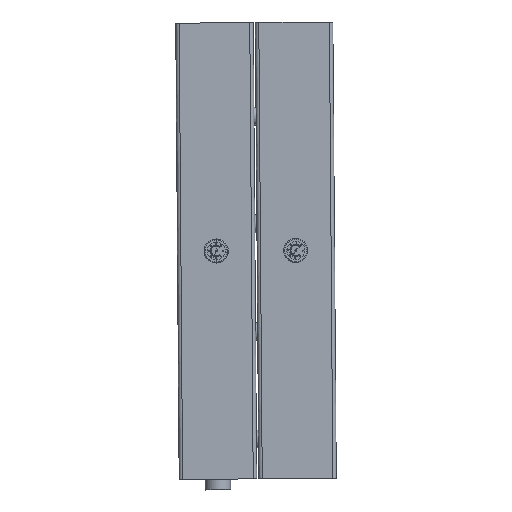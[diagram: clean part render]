
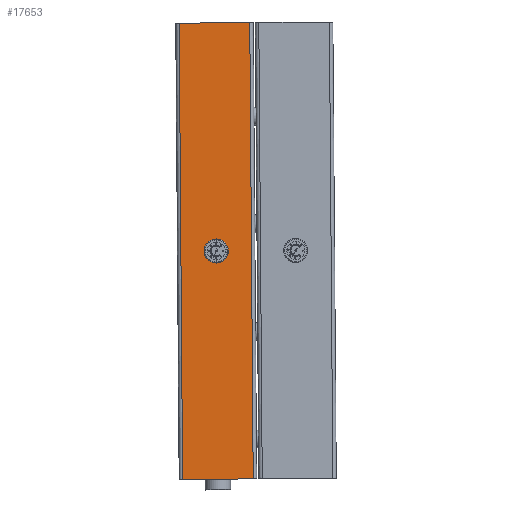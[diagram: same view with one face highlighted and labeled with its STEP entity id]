
A CAD part, left-side view. The second image highlights one B-rep face of the part: STEP entity #17653.
In plain terms, the highlighted face is planar.
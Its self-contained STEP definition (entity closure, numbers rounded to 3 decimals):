
#2112=LINE('',#28871,#4101);
#2113=LINE('',#28875,#4102);
#2114=LINE('',#28879,#4103);
#2115=LINE('',#28880,#4104);
#4101=VECTOR('',#23769,164.);
#4102=VECTOR('',#23774,1060.);
#4103=VECTOR('',#23779,1060.);
#4104=VECTOR('',#23780,164.);
#4833=PLANE('',#19061);
#5881=FACE_OUTER_BOUND('',#6940,.T.);
#6940=EDGE_LOOP('',(#16324,#16325,#16326,#16327));
#9068=VERTEX_POINT('',#28868);
#9069=VERTEX_POINT('',#28870);
#9070=VERTEX_POINT('',#28874);
#9071=VERTEX_POINT('',#28878);
#11503=EDGE_CURVE('',#9069,#9068,#2112,.T.);
#11505=EDGE_CURVE('',#9070,#9069,#2113,.T.);
#11507=EDGE_CURVE('',#9071,#9068,#2114,.T.);
#11508=EDGE_CURVE('',#9071,#9070,#2115,.T.);
#16324=ORIENTED_EDGE('',*,*,#11505,.T.);
#16325=ORIENTED_EDGE('',*,*,#11503,.T.);
#16326=ORIENTED_EDGE('',*,*,#11507,.F.);
#16327=ORIENTED_EDGE('',*,*,#11508,.T.);
#17653=ADVANCED_FACE('',(#5881),#4833,.F.);
#19061=AXIS2_PLACEMENT_3D('',#28877,#23777,#23778);
#23769=DIRECTION('',(-1.,0.,0.));
#23774=DIRECTION('',(0.,0.,1.));
#23777=DIRECTION('center_axis',(0.,1.,0.));
#23778=DIRECTION('ref_axis',(1.,0.,0.));
#23779=DIRECTION('',(0.,0.,1.));
#23780=DIRECTION('',(1.,0.,0.));
#28868=CARTESIAN_POINT('',(-82.,-90.,530.));
#28870=CARTESIAN_POINT('',(82.,-90.,530.));
#28871=CARTESIAN_POINT('',(82.,-90.,530.));
#28874=CARTESIAN_POINT('',(82.,-90.,-530.));
#28875=CARTESIAN_POINT('',(82.,-90.,0.));
#28877=CARTESIAN_POINT('Origin',(-82.,-90.,0.));
#28878=CARTESIAN_POINT('',(-82.,-90.,-530.));
#28879=CARTESIAN_POINT('',(-82.,-90.,0.));
#28880=CARTESIAN_POINT('',(82.,-90.,-530.));
